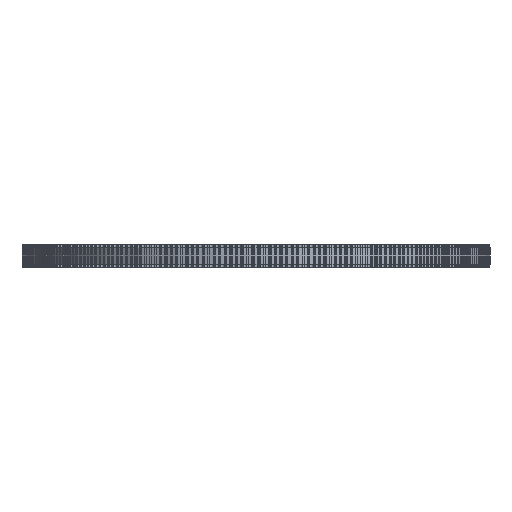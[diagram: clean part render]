
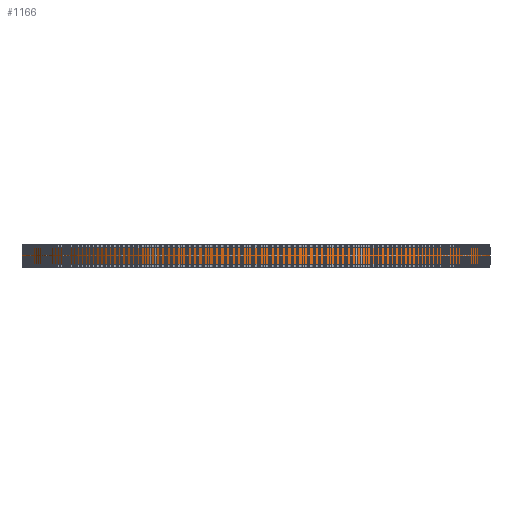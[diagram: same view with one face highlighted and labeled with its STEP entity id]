
A CAD part, front view. The second image highlights one B-rep face of the part: STEP entity #1166.
In plain terms, the highlighted cylindrical face has radius 83.079 mm (diameter 166.158 mm), a full revolution.
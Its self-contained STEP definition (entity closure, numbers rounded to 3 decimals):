
#97=FACE_BOUND('',#4304,.T.);
#98=FACE_BOUND('',#4305,.T.);
#1166=ADVANCED_FACE('',(#97,#98),#2211,.T.);
#2211=CYLINDRICAL_SURFACE('',#23111,83.079);
#4304=EDGE_LOOP('',(#12658));
#4305=EDGE_LOOP('',(#12659));
#12658=ORIENTED_EDGE('',*,*,#17882,.T.);
#12659=ORIENTED_EDGE('',*,*,#17883,.T.);
#14748=VERTEX_POINT('',#36700);
#14749=VERTEX_POINT('',#36702);
#17882=EDGE_CURVE('',#14748,#14748,#19972,.T.);
#17883=EDGE_CURVE('',#14749,#14749,#19973,.T.);
#19972=CIRCLE('',#23109,83.079);
#19973=CIRCLE('',#23110,83.079);
#23109=AXIS2_PLACEMENT_3D('',#36699,#30426,#30427);
#23110=AXIS2_PLACEMENT_3D('',#36701,#30428,#30429);
#23111=AXIS2_PLACEMENT_3D('',#36703,#30430,#30431);
#30426=DIRECTION('',(0.,0.,1.));
#30427=DIRECTION('',(1.,0.,0.));
#30428=DIRECTION('',(0.,0.,-1.));
#30429=DIRECTION('',(1.,0.,0.));
#30430=DIRECTION('',(0.,0.,1.));
#30431=DIRECTION('',(1.,0.,0.));
#36699=CARTESIAN_POINT('',(0.,0.,1.));
#36700=CARTESIAN_POINT('',(83.079,0.,1.));
#36701=CARTESIAN_POINT('',(0.,0.,7.));
#36702=CARTESIAN_POINT('',(83.079,0.,7.));
#36703=CARTESIAN_POINT('',(0.,0.,1.));
